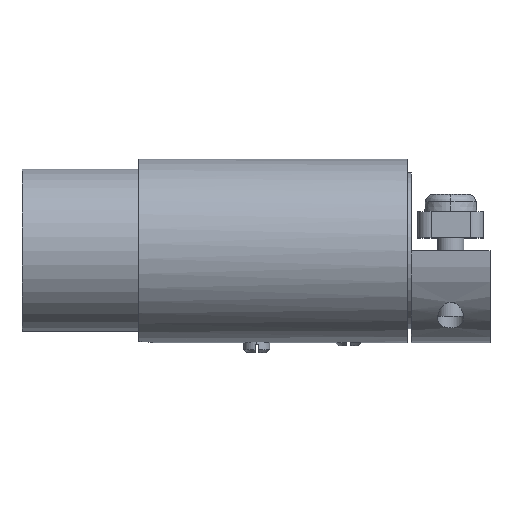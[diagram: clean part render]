
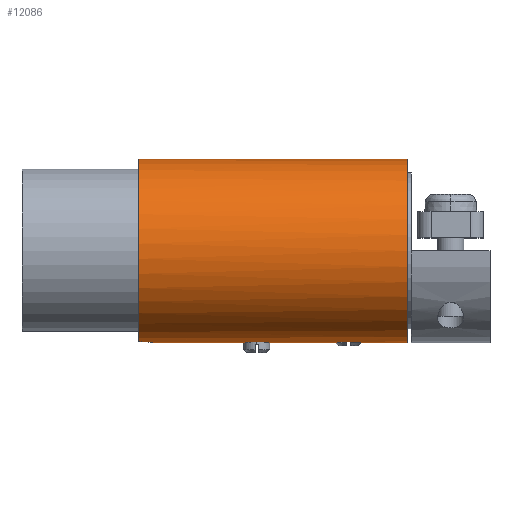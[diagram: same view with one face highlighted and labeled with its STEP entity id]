
A CAD part, top view. The second image highlights one B-rep face of the part: STEP entity #12086.
In plain terms, the highlighted cylindrical face has radius 7 mm (diameter 14 mm), a partial arc.
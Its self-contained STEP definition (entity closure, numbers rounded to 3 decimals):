
#105 = DIRECTION ( 'NONE',  ( -1., 0., 0. ) ) ;
#322 = CARTESIAN_POINT ( 'NONE',  ( 154.55, 98.382, 0. ) ) ;
#396 = CARTESIAN_POINT ( 'NONE',  ( 155.286, 98.454, 1. ) ) ;
#398 = EDGE_CURVE ( 'NONE', #13241, #1005, #1895, .T. ) ;
#455 = CARTESIAN_POINT ( 'NONE',  ( 154.55, 98.382, 0.132 ) ) ;
#808 = CARTESIAN_POINT ( 'NONE',  ( 147.55, 98.382, 0.132 ) ) ;
#822 = DIRECTION ( 'NONE',  ( 1., 0., 0. ) ) ;
#1005 = VERTEX_POINT ( 'NONE', #18288 ) ;
#1022 = CARTESIAN_POINT ( 'NONE',  ( 148.286, 98.454, 1. ) ) ;
#1240 = CARTESIAN_POINT ( 'NONE',  ( 147.55, 98.382, 0. ) ) ;
#1293 = ORIENTED_EDGE ( 'NONE', *, *, #4174, .T. ) ;
#1414 = CARTESIAN_POINT ( 'NONE',  ( 140.75, 98.382, 0. ) ) ;
#1895 = CIRCLE ( 'NONE', #13556, 7. ) ;
#1900 = CARTESIAN_POINT ( 'NONE',  ( 154.576, 98.386, 0.262 ) ) ;
#2301 = CARTESIAN_POINT ( 'NONE',  ( 140.721, 98.387, 0.29 ) ) ;
#2630 = LINE ( 'NONE', #17350, #6355 ) ;
#2657 = EDGE_CURVE ( 'NONE', #20625, #13049, #14606, .T. ) ;
#2897 = DIRECTION ( 'NONE',  ( -1., 0., 0. ) ) ;
#3333 = EDGE_CURVE ( 'NONE', #9251, #18254, #21392, .T. ) ;
#3748 = CARTESIAN_POINT ( 'NONE',  ( 156.165, 98.427, 0.799 ) ) ;
#3794 = ORIENTED_EDGE ( 'NONE', *, *, #10510, .T. ) ;
#3882 = CARTESIAN_POINT ( 'NONE',  ( 156.55, 98.382, 0. ) ) ;
#3959 = CARTESIAN_POINT ( 'NONE',  ( 156.05, 105.382, 0. ) ) ;
#4036 = CARTESIAN_POINT ( 'NONE',  ( 149.441, 98.399, 0.523 ) ) ;
#4174 = EDGE_CURVE ( 'NONE', #14348, #19805, #12111, .T. ) ;
#4225 = CARTESIAN_POINT ( 'NONE',  ( 140.326, 98.437, 0.879 ) ) ;
#5557 = ORIENTED_EDGE ( 'NONE', *, *, #10082, .F. ) ;
#5656 = VECTOR ( 'NONE', #21025, 1000. ) ;
#5739 = EDGE_CURVE ( 'NONE', #8926, #14348, #10942, .T. ) ;
#5923 = CARTESIAN_POINT ( 'NONE',  ( 147.55, 98.382, 0. ) ) ;
#6159 = ORIENTED_EDGE ( 'NONE', *, *, #11108, .T. ) ;
#6355 = VECTOR ( 'NONE', #12115, 1000. ) ;
#6371 = VECTOR ( 'NONE', #2897, 1000. ) ;
#6810 = DIRECTION ( 'NONE',  ( 0., -1., 0. ) ) ;
#7044 = EDGE_CURVE ( 'NONE', #13241, #13049, #20357, .T. ) ;
#7275 = ORIENTED_EDGE ( 'NONE', *, *, #7044, .F. ) ;
#7649 = CARTESIAN_POINT ( 'NONE',  ( 140.75, 98.382, 0. ) ) ;
#7679 = CARTESIAN_POINT ( 'NONE',  ( 156.55, 98.382, 0. ) ) ;
#8050 = CARTESIAN_POINT ( 'NONE',  ( 156.05, 98.382, 0. ) ) ;
#8184 = B_SPLINE_CURVE_WITH_KNOTS ( 'NONE', 3,
 ( #17710, #11000, #11063, #12700, #4225, #17497, #19229, #2301, #9145, #7649 ),
 .UNSPECIFIED., .F., .F.,
 ( 4, 2, 2, 2, 4 ),
 ( -0.002, -0.001, -0.001, 0., 0. ),
 .UNSPECIFIED. ) ;
#8475 = VERTEX_POINT ( 'NONE', #13604 ) ;
#8534 = CARTESIAN_POINT ( 'NONE',  ( 156.05, 98.382, 0. ) ) ;
#8851 = B_SPLINE_CURVE_WITH_KNOTS ( 'NONE', 3,
 ( #5923, #808, #21011, #21224, #11184, #10970, #1022, #14184, #14328, #17837, #11030, #4036, #15871, #17666 ),
 .UNSPECIFIED., .F., .F.,
 ( 4, 2, 2, 2, 2, 2, 4 ),
 ( -0.002, -0.001, -0.001, 0., 0., 0.001, 0.002 ),
 .UNSPECIFIED. ) ;
#8892 = CARTESIAN_POINT ( 'NONE',  ( 156.441, 98.399, 0.523 ) ) ;
#8926 = VERTEX_POINT ( 'NONE', #13618 ) ;
#8951 = DIRECTION ( 'NONE',  ( 0., -1., 0. ) ) ;
#9145 = CARTESIAN_POINT ( 'NONE',  ( 140.75, 98.382, 0.146 ) ) ;
#9251 = VERTEX_POINT ( 'NONE', #1240 ) ;
#9499 = CARTESIAN_POINT ( 'NONE',  ( 139.65, 98.469, 1.1 ) ) ;
#9675 = CARTESIAN_POINT ( 'NONE',  ( 139.55, 98.469, 1.1 ) ) ;
#9800 = ORIENTED_EDGE ( 'NONE', *, *, #2657, .T. ) ;
#10020 = DIRECTION ( 'NONE',  ( 1., 0., 0. ) ) ;
#10082 = EDGE_CURVE ( 'NONE', #20625, #8475, #21724, .T. ) ;
#10510 = EDGE_CURVE ( 'NONE', #9251, #8475, #8851, .T. ) ;
#10645 = CARTESIAN_POINT ( 'NONE',  ( 160.05, 98.382, 0. ) ) ;
#10942 = CIRCLE ( 'NONE', #20007, 7. ) ;
#10970 = CARTESIAN_POINT ( 'NONE',  ( 148.027, 98.436, 0.891 ) ) ;
#11000 = CARTESIAN_POINT ( 'NONE',  ( 139.796, 98.469, 1.1 ) ) ;
#11030 = CARTESIAN_POINT ( 'NONE',  ( 149.165, 98.427, 0.799 ) ) ;
#11063 = CARTESIAN_POINT ( 'NONE',  ( 139.938, 98.464, 1.071 ) ) ;
#11108 = EDGE_CURVE ( 'NONE', #1005, #8926, #2630, .T. ) ;
#11184 = CARTESIAN_POINT ( 'NONE',  ( 147.751, 98.408, 0.615 ) ) ;
#11307 = FACE_OUTER_BOUND ( 'NONE', #14797, .T. ) ;
#11581 = VECTOR ( 'NONE', #822, 1000. ) ;
#12086 = ADVANCED_FACE ( 'NONE', ( #11307 ), #16564, .T. ) ;
#12111 = LINE ( 'NONE', #9499, #11581 ) ;
#12115 = DIRECTION ( 'NONE',  ( -1., 0., 0. ) ) ;
#12235 = CARTESIAN_POINT ( 'NONE',  ( 155.682, 98.454, 1. ) ) ;
#12373 = CARTESIAN_POINT ( 'NONE',  ( 155.027, 98.436, 0.891 ) ) ;
#12700 = CARTESIAN_POINT ( 'NONE',  ( 140.204, 98.448, 0.961 ) ) ;
#13049 = VERTEX_POINT ( 'NONE', #7679 ) ;
#13146 = ORIENTED_EDGE ( 'NONE', *, *, #14260, .T. ) ;
#13241 = VERTEX_POINT ( 'NONE', #10645 ) ;
#13330 = CARTESIAN_POINT ( 'NONE',  ( 139.55, 105.382, 0. ) ) ;
#13556 = AXIS2_PLACEMENT_3D ( 'NONE', #20255, #17123, #6810 ) ;
#13604 = CARTESIAN_POINT ( 'NONE',  ( 149.55, 98.382, 0. ) ) ;
#13618 = CARTESIAN_POINT ( 'NONE',  ( 139.55, 112.382, 0. ) ) ;
#13765 = CARTESIAN_POINT ( 'NONE',  ( 154.676, 98.399, 0.504 ) ) ;
#13908 = CARTESIAN_POINT ( 'NONE',  ( 156.054, 98.437, 0.874 ) ) ;
#14044 = CARTESIAN_POINT ( 'NONE',  ( 155.812, 98.45, 0.974 ) ) ;
#14184 = CARTESIAN_POINT ( 'NONE',  ( 148.682, 98.454, 1. ) ) ;
#14260 = EDGE_CURVE ( 'NONE', #19805, #18254, #8184, .T. ) ;
#14328 = CARTESIAN_POINT ( 'NONE',  ( 148.812, 98.45, 0.974 ) ) ;
#14348 = VERTEX_POINT ( 'NONE', #9675 ) ;
#14606 = B_SPLINE_CURVE_WITH_KNOTS ( 'NONE', 3,
 ( #322, #455, #1900, #13765, #18994, #12373, #396, #12235, #14044, #13908, #3748, #8892, #20656, #3882 ),
 .UNSPECIFIED., .F., .F.,
 ( 4, 2, 2, 2, 2, 2, 4 ),
 ( -0.002, -0.001, -0.001, 0., 0., 0.001, 0.002 ),
 .UNSPECIFIED. ) ;
#14649 = CARTESIAN_POINT ( 'NONE',  ( 154.55, 98.382, 0. ) ) ;
#14797 = EDGE_LOOP ( 'NONE', ( #20058, #6159, #20706, #1293, #13146, #16826, #3794, #5557, #9800, #7275 ) ) ;
#14913 = DIRECTION ( 'NONE',  ( 0., -1., 0. ) ) ;
#15871 = CARTESIAN_POINT ( 'NONE',  ( 149.55, 98.382, 0.264 ) ) ;
#16564 = CYLINDRICAL_SURFACE ( 'NONE', #18912, 7. ) ;
#16826 = ORIENTED_EDGE ( 'NONE', *, *, #3333, .F. ) ;
#17123 = DIRECTION ( 'NONE',  ( -1., 0., 0. ) ) ;
#17160 = CARTESIAN_POINT ( 'NONE',  ( 139.65, 98.469, 1.1 ) ) ;
#17350 = CARTESIAN_POINT ( 'NONE',  ( 156.05, 112.382, 0. ) ) ;
#17497 = CARTESIAN_POINT ( 'NONE',  ( 140.529, 98.414, 0.677 ) ) ;
#17666 = CARTESIAN_POINT ( 'NONE',  ( 149.55, 98.382, 0. ) ) ;
#17688 = CARTESIAN_POINT ( 'NONE',  ( 156.05, 98.382, 0. ) ) ;
#17710 = CARTESIAN_POINT ( 'NONE',  ( 139.65, 98.469, 1.1 ) ) ;
#17837 = CARTESIAN_POINT ( 'NONE',  ( 149.054, 98.437, 0.874 ) ) ;
#18254 = VERTEX_POINT ( 'NONE', #1414 ) ;
#18288 = CARTESIAN_POINT ( 'NONE',  ( 160.05, 112.382, 0. ) ) ;
#18912 = AXIS2_PLACEMENT_3D ( 'NONE', #3959, #19070, #8951 ) ;
#18994 = CARTESIAN_POINT ( 'NONE',  ( 154.751, 98.408, 0.615 ) ) ;
#19070 = DIRECTION ( 'NONE',  ( -1., 0., 0. ) ) ;
#19229 = CARTESIAN_POINT ( 'NONE',  ( 140.611, 98.403, 0.554 ) ) ;
#19805 = VERTEX_POINT ( 'NONE', #17160 ) ;
#20007 = AXIS2_PLACEMENT_3D ( 'NONE', #13330, #10020, #14913 ) ;
#20058 = ORIENTED_EDGE ( 'NONE', *, *, #398, .T. ) ;
#20255 = CARTESIAN_POINT ( 'NONE',  ( 160.05, 105.382, 0. ) ) ;
#20357 = LINE ( 'NONE', #8534, #21142 ) ;
#20625 = VERTEX_POINT ( 'NONE', #14649 ) ;
#20656 = CARTESIAN_POINT ( 'NONE',  ( 156.55, 98.382, 0.264 ) ) ;
#20706 = ORIENTED_EDGE ( 'NONE', *, *, #5739, .T. ) ;
#21011 = CARTESIAN_POINT ( 'NONE',  ( 147.576, 98.386, 0.262 ) ) ;
#21025 = DIRECTION ( 'NONE',  ( -1., 0., 0. ) ) ;
#21142 = VECTOR ( 'NONE', #105, 1000. ) ;
#21224 = CARTESIAN_POINT ( 'NONE',  ( 147.676, 98.399, 0.504 ) ) ;
#21392 = LINE ( 'NONE', #8050, #6371 ) ;
#21724 = LINE ( 'NONE', #17688, #5656 ) ;
